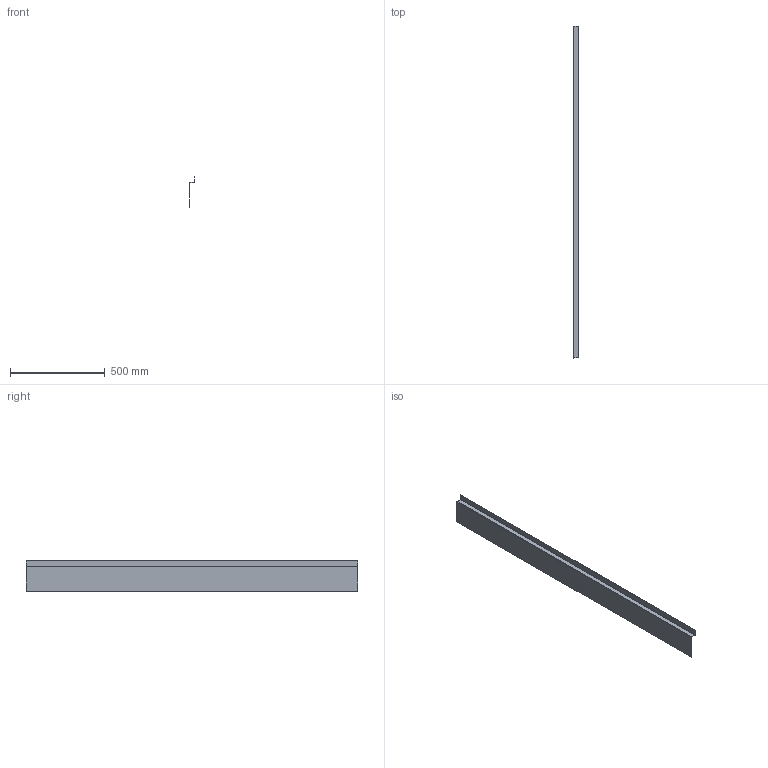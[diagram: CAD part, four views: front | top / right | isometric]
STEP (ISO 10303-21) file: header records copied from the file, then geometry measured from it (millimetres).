
FILE_DESCRIPTION(/* description */ ('STEP AP214'),/* implementation_level */ '2;1');
FILE_NAME(/* name */ '68d02b1274924611dc7d2de1',/* time_stamp */ '2025-09-21T16:42:59Z',/* author */ (''),/* organization */ (''),/* preprocessor_version */ 'ST-DEVELOPER v20',/* originating_system */ 'ONSHAPE BY PTC INC, 1.204',/* authorisation */ ' ');
FILE_SCHEMA (('AUTOMOTIVE_DESIGN {1 0 10303 214 3 1 1}'));
Length unit declared in the file: metre
Products named in the file (1): Part 1
Bounding box: 30 x 1750 x 158.5 mm (x, y, z)
Volume: 485805 mm3; surface area: 653545.2 mm2
Topology: 1 solids, 1 shells, 22 faces, 44 edges, 24 vertices
Faces by surface type: plane 18, cylinder 4
Entity records: 578 total; most frequent: DIRECTION 98, CARTESIAN_POINT 91, ORIENTED_EDGE 88, EDGE_CURVE 44, LINE 36, VECTOR 36, AXIS2_PLACEMENT_3D 31, VERTEX_POINT 24
